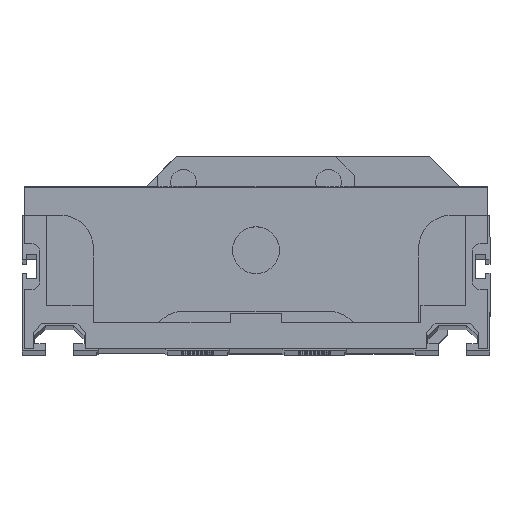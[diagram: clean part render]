
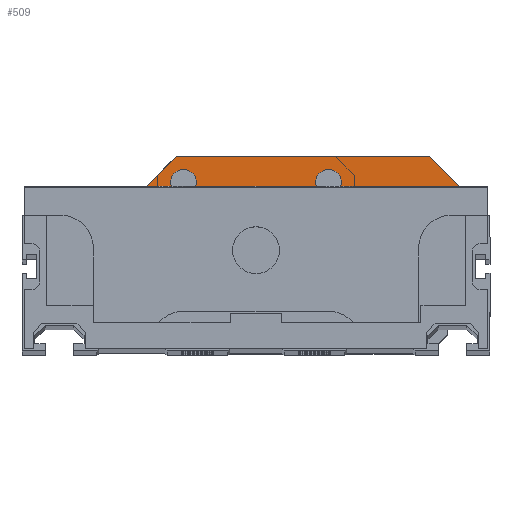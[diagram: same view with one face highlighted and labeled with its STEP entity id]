
A CAD part, top view. The second image highlights one B-rep face of the part: STEP entity #509.
In plain terms, the highlighted planar face has unit normal (0, 0, 1).
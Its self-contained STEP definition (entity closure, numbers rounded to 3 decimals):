
#509 = ADVANCED_FACE ( 'NONE', ( #21795 ), #14914, .T. ) ;
#2123 = VECTOR ( 'NONE', #17278, 1000. ) ;
#2836 = CIRCLE ( 'NONE', #30373, 3.25 ) ;
#3121 = VERTEX_POINT ( 'NONE', #13504 ) ;
#4278 = CARTESIAN_POINT ( 'NONE',  ( -17., 21., 0. ) ) ;
#5019 = ORIENTED_EDGE ( 'NONE', *, *, #19680, .F. ) ;
#5134 = VERTEX_POINT ( 'NONE', #18224 ) ;
#5682 = CARTESIAN_POINT ( 'NONE',  ( -17., 21., 0. ) ) ;
#5744 = DIRECTION ( 'NONE',  ( -1., 0., 0. ) ) ;
#6672 = ORIENTED_EDGE ( 'NONE', *, *, #22266, .F. ) ;
#7116 = DIRECTION ( 'NONE',  ( 0., 0., 1. ) ) ;
#7547 = LINE ( 'NONE', #7700, #2123 ) ;
#7576 = EDGE_CURVE ( 'NONE', #11536, #15463, #2836, .T. ) ;
#7700 = CARTESIAN_POINT ( 'NONE',  ( -12.938, 13.5, 0. ) ) ;
#8686 = EDGE_CURVE ( 'NONE', #5134, #12958, #30933, .T. ) ;
#8891 = LINE ( 'NONE', #4278, #11340 ) ;
#9664 = CARTESIAN_POINT ( 'NONE',  ( -47.9, -0.25, 0. ) ) ;
#9788 = CARTESIAN_POINT ( 'NONE',  ( -18.062, 13.5, 0. ) ) ;
#10467 = CARTESIAN_POINT ( 'NONE',  ( -15.5, 15.5, 0. ) ) ;
#10678 = LINE ( 'NONE', #27756, #18540 ) ;
#10791 = LINE ( 'NONE', #18286, #23570 ) ;
#11340 = VECTOR ( 'NONE', #16381, 1000. ) ;
#11536 = VERTEX_POINT ( 'NONE', #16160 ) ;
#12082 = CARTESIAN_POINT ( 'NONE',  ( 15.5, 15.5, 0. ) ) ;
#12958 = VERTEX_POINT ( 'NONE', #22888 ) ;
#13336 = DIRECTION ( 'NONE',  ( -1., 0., 0. ) ) ;
#13504 = CARTESIAN_POINT ( 'NONE',  ( -24.5, 13.5, 0. ) ) ;
#13619 = CARTESIAN_POINT ( 'NONE',  ( 37.13, 21., 0. ) ) ;
#13965 = ORIENTED_EDGE ( 'NONE', *, *, #7576, .F. ) ;
#14914 = PLANE ( 'NONE',  #30188 ) ;
#15068 = ORIENTED_EDGE ( 'NONE', *, *, #18420, .F. ) ;
#15463 = VERTEX_POINT ( 'NONE', #9788 ) ;
#15620 = ORIENTED_EDGE ( 'NONE', *, *, #8686, .F. ) ;
#16113 = VECTOR ( 'NONE', #25870, 1000. ) ;
#16160 = CARTESIAN_POINT ( 'NONE',  ( -12.938, 13.5, 0. ) ) ;
#16381 = DIRECTION ( 'NONE',  ( 0.707, 0.707, 0. ) ) ;
#16539 = DIRECTION ( 'NONE',  ( 0., 0., -1. ) ) ;
#17278 = DIRECTION ( 'NONE',  ( -1., 0., 0. ) ) ;
#17576 = CARTESIAN_POINT ( 'NONE',  ( 37.13, 21., 0. ) ) ;
#17808 = EDGE_CURVE ( 'NONE', #3121, #18175, #8891, .T. ) ;
#18175 = VERTEX_POINT ( 'NONE', #5682 ) ;
#18224 = CARTESIAN_POINT ( 'NONE',  ( 18.062, 13.5, 0. ) ) ;
#18286 = CARTESIAN_POINT ( 'NONE',  ( 18.062, 13.5, 0. ) ) ;
#18420 = EDGE_CURVE ( 'NONE', #12958, #11536, #7547, .T. ) ;
#18540 = VECTOR ( 'NONE', #5744, 1000. ) ;
#18543 = CARTESIAN_POINT ( 'NONE',  ( 37.13, 21., 0. ) ) ;
#19023 = VECTOR ( 'NONE', #24909, 1000. ) ;
#19067 = EDGE_CURVE ( 'NONE', #21431, #5134, #10791, .T. ) ;
#19680 = EDGE_CURVE ( 'NONE', #23880, #21431, #29707, .T. ) ;
#20205 = DIRECTION ( 'NONE',  ( 0., 0., -1. ) ) ;
#20704 = ORIENTED_EDGE ( 'NONE', *, *, #17808, .F. ) ;
#21431 = VERTEX_POINT ( 'NONE', #22968 ) ;
#21653 = DIRECTION ( 'NONE',  ( 1., 0., 0. ) ) ;
#21795 = FACE_OUTER_BOUND ( 'NONE', #29291, .T. ) ;
#22266 = EDGE_CURVE ( 'NONE', #18175, #23880, #25404, .T. ) ;
#22888 = CARTESIAN_POINT ( 'NONE',  ( 12.938, 13.5, 0. ) ) ;
#22968 = CARTESIAN_POINT ( 'NONE',  ( 44.63, 13.5, 0. ) ) ;
#23570 = VECTOR ( 'NONE', #13336, 1000. ) ;
#23880 = VERTEX_POINT ( 'NONE', #13619 ) ;
#24909 = DIRECTION ( 'NONE',  ( 0.707, -0.707, 0. ) ) ;
#25404 = LINE ( 'NONE', #18543, #16113 ) ;
#25870 = DIRECTION ( 'NONE',  ( 1., 0., 0. ) ) ;
#26573 = DIRECTION ( 'NONE',  ( 1., 0., 0. ) ) ;
#27756 = CARTESIAN_POINT ( 'NONE',  ( -49.5, 13.5, 0. ) ) ;
#28176 = ORIENTED_EDGE ( 'NONE', *, *, #29268, .F. ) ;
#28370 = AXIS2_PLACEMENT_3D ( 'NONE', #12082, #16539, #21653 ) ;
#29268 = EDGE_CURVE ( 'NONE', #15463, #3121, #10678, .T. ) ;
#29291 = EDGE_LOOP ( 'NONE', ( #28176, #13965, #15068, #15620, #31021, #5019, #6672, #20704 ) ) ;
#29707 = LINE ( 'NONE', #17576, #19023 ) ;
#30087 = DIRECTION ( 'NONE',  ( 1., 0., 0. ) ) ;
#30188 = AXIS2_PLACEMENT_3D ( 'NONE', #9664, #7116, #26573 ) ;
#30373 = AXIS2_PLACEMENT_3D ( 'NONE', #10467, #20205, #30087 ) ;
#30933 = CIRCLE ( 'NONE', #28370, 3.25 ) ;
#31021 = ORIENTED_EDGE ( 'NONE', *, *, #19067, .F. ) ;
